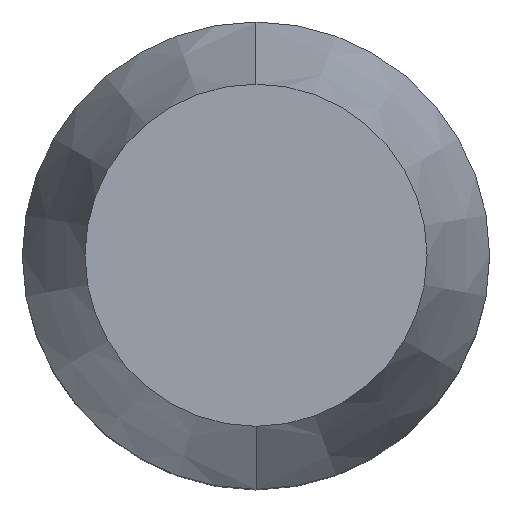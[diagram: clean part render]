
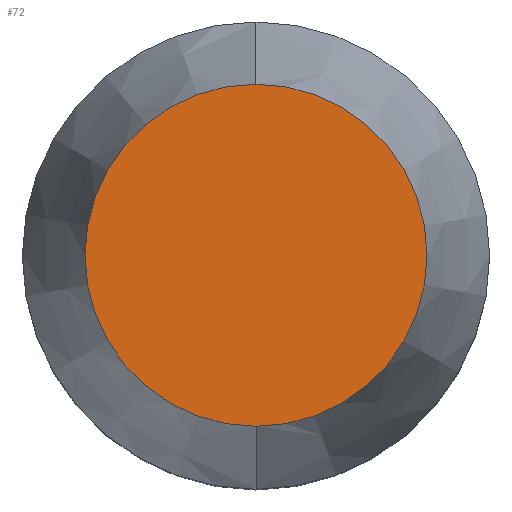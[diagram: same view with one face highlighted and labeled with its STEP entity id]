
A CAD part, top view. The second image highlights one B-rep face of the part: STEP entity #72.
In plain terms, the highlighted planar face has unit normal (0, 0, 1).
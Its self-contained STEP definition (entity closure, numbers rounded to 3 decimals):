
#70=EDGE_CURVE('',#144,#84,#175,.T.);
#72=ADVANCED_FACE('',(#177),#178,.T.);
#84=VERTEX_POINT('',#193);
#112=EDGE_CURVE('',#84,#144,#224,.T.);
#144=VERTEX_POINT('',#259);
#175=CIRCLE('',#282,5.856);
#177=FACE_OUTER_BOUND('',#284,.T.);
#178=PLANE('',#285);
#193=CARTESIAN_POINT('',(0.,-5.856,22.0));
#224=CIRCLE('',#339,5.856);
#259=CARTESIAN_POINT('',(0.,5.856,22.0));
#282=AXIS2_PLACEMENT_3D('',#411,#412,#413);
#284=EDGE_LOOP('',(#415,#416));
#285=AXIS2_PLACEMENT_3D('',#417,#418,#419);
#339=AXIS2_PLACEMENT_3D('',#493,#494,#495);
#411=CARTESIAN_POINT('',(0.,0.,22.0));
#412=DIRECTION('',(0.0,0.0,1.0));
#413=DIRECTION('',(0.,-1.0,0.0));
#415=ORIENTED_EDGE('',*,*,#112,.T.);
#416=ORIENTED_EDGE('',*,*,#70,.T.);
#417=CARTESIAN_POINT('',(0.,-2.928,22.0));
#418=DIRECTION('',(0.0,0.0,1.0));
#419=DIRECTION('',(0.,-1.0,0.0));
#493=CARTESIAN_POINT('',(0.,0.,22.0));
#494=DIRECTION('',(0.0,0.0,1.0));
#495=DIRECTION('',(0.,-1.0,0.0));
